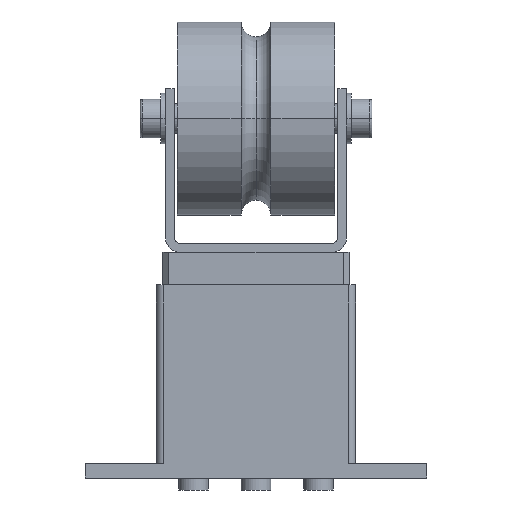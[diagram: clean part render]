
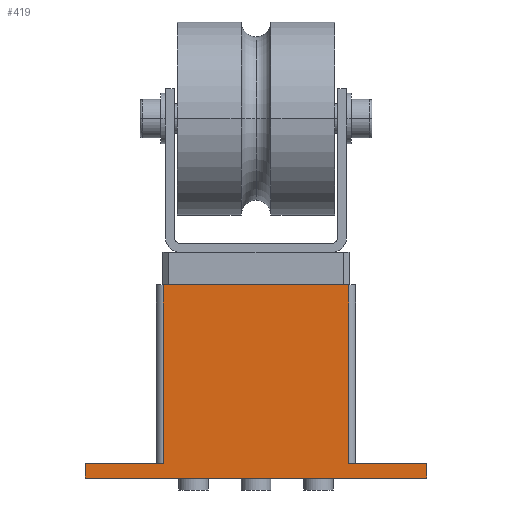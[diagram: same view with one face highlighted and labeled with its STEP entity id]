
A CAD part, left-side view. The second image highlights one B-rep face of the part: STEP entity #419.
In plain terms, the highlighted planar face has unit normal (-1, 0, 0).
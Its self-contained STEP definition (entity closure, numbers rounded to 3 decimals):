
#419=ADVANCED_FACE('',(#994),#995,.T.);
#994=FACE_OUTER_BOUND('',#1752,.T.);
#995=PLANE('',#1753);
#1752=EDGE_LOOP('',(#2835,#2836,#2837,#2838,#2839,#2840,#2841,#2842));
#1753=AXIS2_PLACEMENT_3D('',#2843,#2844,#2845);
#2835=ORIENTED_EDGE('',*,*,#4421,.T.);
#2836=ORIENTED_EDGE('',*,*,#4404,.T.);
#2837=ORIENTED_EDGE('',*,*,#4413,.T.);
#2838=ORIENTED_EDGE('',*,*,#4401,.F.);
#2839=ORIENTED_EDGE('',*,*,#4428,.T.);
#2840=ORIENTED_EDGE('',*,*,#4436,.F.);
#2841=ORIENTED_EDGE('',*,*,#4438,.T.);
#2842=ORIENTED_EDGE('',*,*,#4439,.T.);
#2843=CARTESIAN_POINT('',(-17.5,0.0,0.0));
#2844=DIRECTION('',(-1.0,0.0,0.0));
#2845=DIRECTION('',(0.0,-1.0,0.0));
#4401=EDGE_CURVE('',#5248,#5246,#5250,.T.);
#4404=EDGE_CURVE('',#5254,#5252,#5255,.T.);
#4413=EDGE_CURVE('',#5252,#5246,#5267,.T.);
#4421=EDGE_CURVE('',#5276,#5254,#5277,.T.);
#4428=EDGE_CURVE('',#5248,#5285,#5287,.T.);
#4436=EDGE_CURVE('',#5295,#5285,#5297,.T.);
#4438=EDGE_CURVE('',#5295,#5299,#5300,.T.);
#4439=EDGE_CURVE('',#5299,#5276,#5301,.T.);
#5246=VERTEX_POINT('',#6377);
#5248=VERTEX_POINT('',#6379);
#5250=LINE('',#6381,#6382);
#5252=VERTEX_POINT('',#6384);
#5254=VERTEX_POINT('',#6386);
#5255=LINE('',#6387,#6388);
#5267=LINE('',#6402,#6403);
#5276=VERTEX_POINT('',#6413);
#5277=LINE('',#6414,#6415);
#5285=VERTEX_POINT('',#6426);
#5287=LINE('',#6429,#6430);
#5295=VERTEX_POINT('',#6439);
#5297=LINE('',#6442,#6443);
#5299=VERTEX_POINT('',#6445);
#5300=LINE('',#6446,#6447);
#5301=LINE('',#6448,#6449);
#6377=CARTESIAN_POINT('',(-17.5,31.2,65.0));
#6379=CARTESIAN_POINT('',(-17.5,31.2,5.0));
#6381=CARTESIAN_POINT('',(-17.5,31.2,5.0));
#6382=VECTOR('',#7705,1.0);
#6384=CARTESIAN_POINT('',(-17.5,-31.2,65.0));
#6386=CARTESIAN_POINT('',(-17.5,-31.2,5.0));
#6387=CARTESIAN_POINT('',(-17.5,-31.2,5.0));
#6388=VECTOR('',#7709,1.0);
#6402=CARTESIAN_POINT('',(-17.5,31.2,65.0));
#6403=VECTOR('',#7724,1.0);
#6413=CARTESIAN_POINT('',(-17.5,-57.5,5.0));
#6414=CARTESIAN_POINT('',(-17.5,57.5,5.0));
#6415=VECTOR('',#7735,1.0);
#6426=CARTESIAN_POINT('',(-17.5,57.5,5.0));
#6429=CARTESIAN_POINT('',(-17.5,57.5,5.0));
#6430=VECTOR('',#7743,1.0);
#6439=CARTESIAN_POINT('',(-17.5,57.5,0.0));
#6442=CARTESIAN_POINT('',(-17.5,57.5,0.0));
#6443=VECTOR('',#7752,1.0);
#6445=CARTESIAN_POINT('',(-17.5,-57.5,0.0));
#6446=CARTESIAN_POINT('',(-17.5,57.5,0.0));
#6447=VECTOR('',#7753,1.0);
#6448=CARTESIAN_POINT('',(-17.5,-57.5,0.0));
#6449=VECTOR('',#7754,1.0);
#7705=DIRECTION('',(0.0,0.0,1.0));
#7709=DIRECTION('',(0.0,0.0,1.0));
#7724=DIRECTION('',(0.0,1.0,0.0));
#7735=DIRECTION('',(0.0,1.0,0.0));
#7743=DIRECTION('',(0.0,1.0,0.0));
#7752=DIRECTION('',(0.0,0.0,1.0));
#7753=DIRECTION('',(0.0,-1.0,0.0));
#7754=DIRECTION('',(0.0,0.0,1.0));
